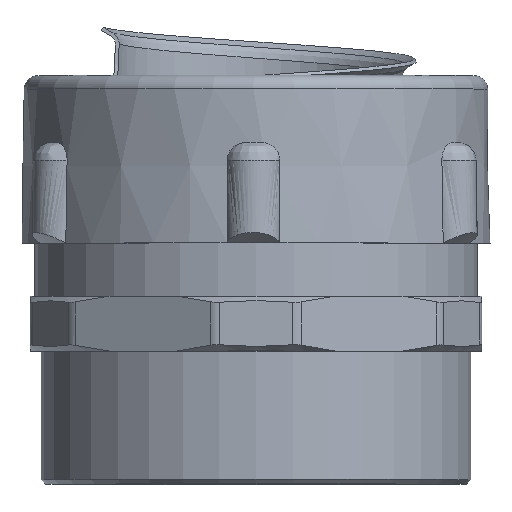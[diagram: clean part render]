
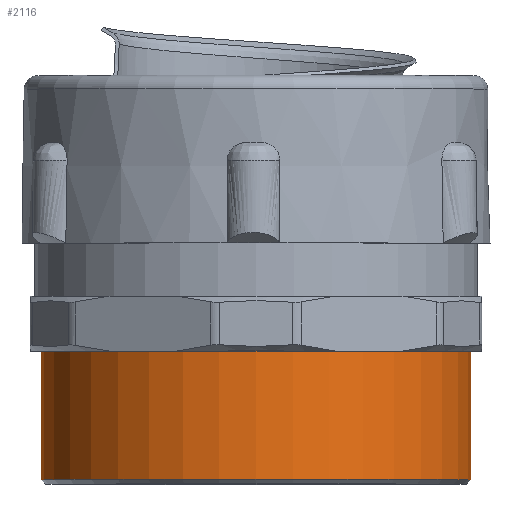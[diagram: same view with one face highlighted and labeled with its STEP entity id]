
A CAD part, top view. The second image highlights one B-rep face of the part: STEP entity #2116.
In plain terms, the highlighted cylindrical face has radius 23.45 mm (diameter 46.9 mm), a full revolution.
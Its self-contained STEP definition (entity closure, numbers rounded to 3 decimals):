
#209=CYLINDRICAL_SURFACE('',#2329,23.45);
#256=FACE_OUTER_BOUND('',#373,.T.);
#373=EDGE_LOOP('',(#1531,#1532,#1533,#1534,#1535,#1536));
#481=LINE('',#3805,#562);
#562=VECTOR('',#2675,23.45);
#696=CIRCLE('',#2324,23.45);
#697=CIRCLE('',#2325,23.45);
#700=CIRCLE('',#2330,23.45);
#701=CIRCLE('',#2331,23.45);
#840=VERTEX_POINT('',#3790);
#841=VERTEX_POINT('',#3791);
#844=VERTEX_POINT('',#3801);
#845=VERTEX_POINT('',#3802);
#1093=EDGE_CURVE('',#840,#841,#696,.T.);
#1094=EDGE_CURVE('',#841,#840,#697,.T.);
#1098=EDGE_CURVE('',#844,#845,#700,.T.);
#1099=EDGE_CURVE('',#845,#844,#701,.T.);
#1100=EDGE_CURVE('',#845,#841,#481,.T.);
#1531=ORIENTED_EDGE('',*,*,#1098,.F.);
#1532=ORIENTED_EDGE('',*,*,#1099,.F.);
#1533=ORIENTED_EDGE('',*,*,#1100,.T.);
#1534=ORIENTED_EDGE('',*,*,#1093,.F.);
#1535=ORIENTED_EDGE('',*,*,#1094,.F.);
#1536=ORIENTED_EDGE('',*,*,#1100,.F.);
#2116=ADVANCED_FACE('',(#256),#209,.T.);
#2324=AXIS2_PLACEMENT_3D('',#3792,#2658,#2659);
#2325=AXIS2_PLACEMENT_3D('',#3793,#2660,#2661);
#2329=AXIS2_PLACEMENT_3D('',#3800,#2669,#2670);
#2330=AXIS2_PLACEMENT_3D('',#3803,#2671,#2672);
#2331=AXIS2_PLACEMENT_3D('',#3804,#2673,#2674);
#2658=DIRECTION('center_axis',(0.,-1.,0.));
#2659=DIRECTION('ref_axis',(1.,0.,0.));
#2660=DIRECTION('center_axis',(0.,-1.,0.));
#2661=DIRECTION('ref_axis',(1.,0.,0.));
#2669=DIRECTION('center_axis',(0.,1.,0.));
#2670=DIRECTION('ref_axis',(-1.,0.,0.));
#2671=DIRECTION('center_axis',(0.,1.,0.));
#2672=DIRECTION('ref_axis',(1.,0.,0.));
#2673=DIRECTION('center_axis',(0.,1.,0.));
#2674=DIRECTION('ref_axis',(1.,0.,0.));
#2675=DIRECTION('',(0.,-1.,0.));
#3790=CARTESIAN_POINT('',(-23.45,0.5,0.));
#3791=CARTESIAN_POINT('',(23.45,0.5,0.));
#3792=CARTESIAN_POINT('Origin',(0.,0.5,0.));
#3793=CARTESIAN_POINT('Origin',(0.,0.5,0.));
#3800=CARTESIAN_POINT('Origin',(0.,13.65,0.));
#3801=CARTESIAN_POINT('',(-23.45,14.5,0.));
#3802=CARTESIAN_POINT('',(23.45,14.5,0.));
#3803=CARTESIAN_POINT('Origin',(0.,14.5,0.));
#3804=CARTESIAN_POINT('Origin',(0.,14.5,0.));
#3805=CARTESIAN_POINT('',(23.45,13.65,0.));
